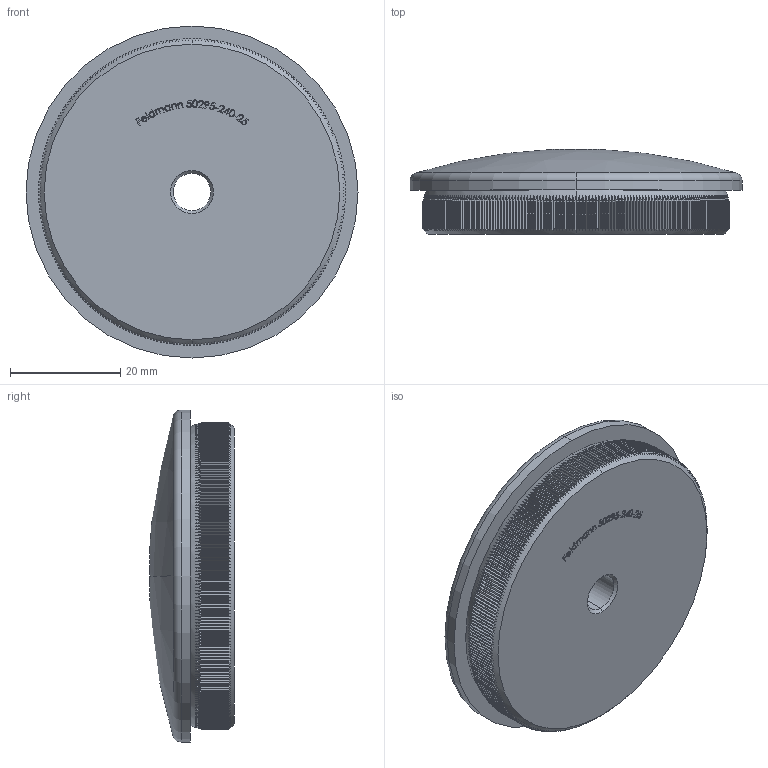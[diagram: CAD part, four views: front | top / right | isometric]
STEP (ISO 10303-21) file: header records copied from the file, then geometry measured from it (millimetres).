
FILE_DESCRIPTION (( 'STEP AP203' ), '1' );
FILE_NAME ('50295-240-25.STEP', '2018-11-29T08:57:45', ( '' ), ( '' ), 'SwSTEP 2.0', 'SolidWorks 2015', '' );
FILE_SCHEMA (( 'CONFIG_CONTROL_DESIGN' ));
Length unit declared in the file: millimetre
Products named in the file (1): 50295-240-25
Bounding box: 60.3 x 15.4 x 60.3 mm (x, y, z)
Volume: 33316 mm3; surface area: 8588.9 mm2
Topology: 1 solids, 1 shells, 1146 faces, 3341 edges, 2224 vertices
Faces by surface type: plane 723, cylinder 294, bspline 117, cone 8, torus 2, sphere 2
Entity records: 45706 total; most frequent: CARTESIAN_POINT 17805, ORIENTED_EDGE 6682, DIRECTION 4613, EDGE_CURVE 3341, VERTEX_POINT 2224, AXIS2_PLACEMENT_3D 1636, B_SPLINE_CURVE_WITH_KNOTS 1394, LINE 1341
